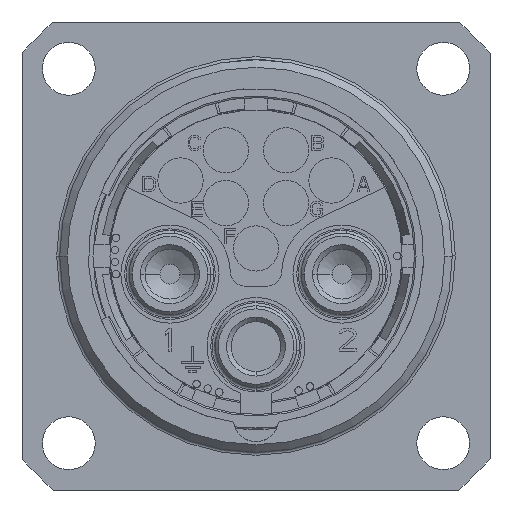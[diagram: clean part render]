
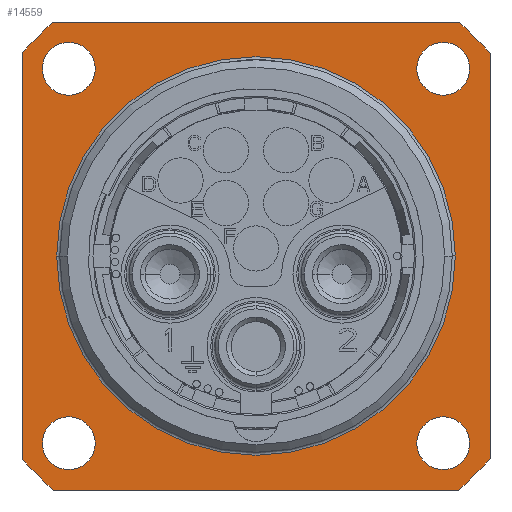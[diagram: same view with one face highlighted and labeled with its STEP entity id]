
A CAD part, left-side view. The second image highlights one B-rep face of the part: STEP entity #14559.
In plain terms, the highlighted planar face has unit normal (-1, 0, 0).
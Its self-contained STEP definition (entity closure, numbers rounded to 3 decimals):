
#85=CARTESIAN_POINT('',(10.8,0.,0.));
#86=DIRECTION('',(1.,0.,0.));
#87=DIRECTION('',(0.,1.,0.));
#88=AXIS2_PLACEMENT_3D('',#85,#86,#87);
#100=CARTESIAN_POINT('',(10.8,0.,0.));
#101=DIRECTION('',(1.,0.,0.));
#102=DIRECTION('',(0.,-1.,0.));
#103=AXIS2_PLACEMENT_3D('',#100,#101,#102);
#113=CARTESIAN_POINT('',(10.8,0.,0.));
#114=DIRECTION('',(-1.,0.,0.));
#115=DIRECTION('',(0.,0.756,-0.654));
#116=AXIS2_PLACEMENT_3D('',#113,#114,#115);
#118=DIRECTION('',(0.,0.,-1.));
#119=VECTOR('',#118,26.833);
#120=CARTESIAN_POINT('',(10.8,15.5,13.416));
#121=LINE('2012',#120,#119);
#122=CARTESIAN_POINT('',(10.8,0.,0.));
#123=DIRECTION('',(-1.,0.,0.));
#124=DIRECTION('',(0.,0.654,0.756));
#125=AXIS2_PLACEMENT_3D('',#122,#123,#124);
#127=DIRECTION('',(0.,1.,0.));
#128=VECTOR('',#127,26.833);
#129=CARTESIAN_POINT('',(10.8,-13.416,15.5));
#130=LINE('2011',#129,#128);
#131=CARTESIAN_POINT('',(10.8,0.,0.));
#132=DIRECTION('',(-1.,0.,0.));
#133=DIRECTION('',(0.,-0.756,0.654));
#134=AXIS2_PLACEMENT_3D('',#131,#132,#133);
#136=DIRECTION('',(0.,0.,1.));
#137=VECTOR('',#136,26.833);
#138=CARTESIAN_POINT('',(10.8,-15.5,-13.416));
#139=LINE('2010',#138,#137);
#140=CARTESIAN_POINT('',(10.8,0.,0.));
#141=DIRECTION('',(-1.,0.,0.));
#142=DIRECTION('',(0.,-0.654,-0.756));
#143=AXIS2_PLACEMENT_3D('',#140,#141,#142);
#145=DIRECTION('',(0.,-1.,0.));
#146=VECTOR('',#145,26.833);
#147=CARTESIAN_POINT('',(10.8,13.416,-15.5));
#148=LINE('2009',#147,#146);
#149=CARTESIAN_POINT('',(10.8,12.4,12.4));
#150=DIRECTION('',(1.,0.,0.));
#151=DIRECTION('',(0.,1.,0.));
#152=AXIS2_PLACEMENT_3D('',#149,#150,#151);
#154=CARTESIAN_POINT('',(10.8,12.4,12.4));
#155=DIRECTION('',(1.,0.,0.));
#156=DIRECTION('',(0.,-1.,0.));
#157=AXIS2_PLACEMENT_3D('',#154,#155,#156);
#159=CARTESIAN_POINT('',(10.8,-12.4,12.4));
#160=DIRECTION('',(1.,0.,0.));
#161=DIRECTION('',(0.,1.,0.));
#162=AXIS2_PLACEMENT_3D('',#159,#160,#161);
#164=CARTESIAN_POINT('',(10.8,-12.4,12.4));
#165=DIRECTION('',(1.,0.,0.));
#166=DIRECTION('',(0.,-1.,0.));
#167=AXIS2_PLACEMENT_3D('',#164,#165,#166);
#169=CARTESIAN_POINT('',(10.8,-12.4,-12.4));
#170=DIRECTION('',(1.,0.,0.));
#171=DIRECTION('',(0.,1.,0.));
#172=AXIS2_PLACEMENT_3D('',#169,#170,#171);
#174=CARTESIAN_POINT('',(10.8,-12.4,-12.4));
#175=DIRECTION('',(1.,0.,0.));
#176=DIRECTION('',(0.,-1.,0.));
#177=AXIS2_PLACEMENT_3D('',#174,#175,#176);
#179=CARTESIAN_POINT('',(10.8,12.4,-12.4));
#180=DIRECTION('',(1.,0.,0.));
#181=DIRECTION('',(0.,1.,0.));
#182=AXIS2_PLACEMENT_3D('',#179,#180,#181);
#184=CARTESIAN_POINT('',(10.8,12.4,-12.4));
#185=DIRECTION('',(1.,0.,0.));
#186=DIRECTION('',(0.,-1.,0.));
#187=AXIS2_PLACEMENT_3D('',#184,#185,#186);
#11138=CARTESIAN_POINT('',(10.8,13.416,-15.5));
#11139=CARTESIAN_POINT('',(10.8,-13.416,-15.5));
#11140=VERTEX_POINT('',#11138);
#11141=VERTEX_POINT('',#11139);
#11142=CARTESIAN_POINT('',(10.8,-15.5,-13.416));
#11143=CARTESIAN_POINT('',(10.8,-15.5,13.416));
#11144=VERTEX_POINT('',#11142);
#11145=VERTEX_POINT('',#11143);
#11146=CARTESIAN_POINT('',(10.8,-13.416,15.5));
#11147=CARTESIAN_POINT('',(10.8,13.416,15.5));
#11148=VERTEX_POINT('',#11146);
#11149=VERTEX_POINT('',#11147);
#11150=CARTESIAN_POINT('',(10.8,15.5,13.416));
#11151=CARTESIAN_POINT('',(10.8,15.5,-13.416));
#11152=VERTEX_POINT('',#11150);
#11153=VERTEX_POINT('',#11151);
#11170=CARTESIAN_POINT('',(10.8,14.15,12.4));
#11171=CARTESIAN_POINT('',(10.8,10.65,12.4));
#11172=VERTEX_POINT('',#11170);
#11173=VERTEX_POINT('',#11171);
#11174=CARTESIAN_POINT('',(10.8,-10.65,12.4));
#11175=CARTESIAN_POINT('',(10.8,-14.15,12.4));
#11176=VERTEX_POINT('',#11174);
#11177=VERTEX_POINT('',#11175);
#11178=CARTESIAN_POINT('',(10.8,-10.65,-12.4));
#11179=CARTESIAN_POINT('',(10.8,-14.15,-12.4));
#11180=VERTEX_POINT('',#11178);
#11181=VERTEX_POINT('',#11179);
#11182=CARTESIAN_POINT('',(10.8,14.15,-12.4));
#11183=CARTESIAN_POINT('',(10.8,10.65,-12.4));
#11184=VERTEX_POINT('',#11182);
#11185=VERTEX_POINT('',#11183);
#11238=CARTESIAN_POINT('',(10.8,-13.2,0.));
#11239=CARTESIAN_POINT('',(10.8,13.2,0.));
#11240=VERTEX_POINT('',#11238);
#11241=VERTEX_POINT('',#11239);
#14508=CARTESIAN_POINT('',(10.8,0.,0.));
#14509=DIRECTION('',(-1.,0.,0.));
#14510=DIRECTION('',(0.,0.,1.));
#14511=AXIS2_PLACEMENT_3D('',#14508,#14509,#14510);
#14512=PLANE('280',#14511);
#14514=ORIENTED_EDGE('2145',*,*,#14513,.F.);
#14516=ORIENTED_EDGE('2012',*,*,#14515,.F.);
#14518=ORIENTED_EDGE('2148',*,*,#14517,.F.);
#14520=ORIENTED_EDGE('2011',*,*,#14519,.F.);
#14522=ORIENTED_EDGE('2147',*,*,#14521,.F.);
#14524=ORIENTED_EDGE('2010',*,*,#14523,.F.);
#14526=ORIENTED_EDGE('2146',*,*,#14525,.F.);
#14528=ORIENTED_EDGE('2009',*,*,#14527,.F.);
#14529=EDGE_LOOP('280',(#14514,#14516,#14518,#14520,#14522,#14524,#14526,
#14528));
#14530=FACE_OUTER_BOUND('280',#14529,.F.);
#14532=ORIENTED_EDGE('2021',*,*,#14531,.F.);
#14534=ORIENTED_EDGE('2022',*,*,#14533,.F.);
#14535=EDGE_LOOP('280',(#14532,#14534));
#14536=FACE_BOUND('280',#14535,.F.);
#14538=ORIENTED_EDGE('2023',*,*,#14537,.F.);
#14540=ORIENTED_EDGE('2024',*,*,#14539,.F.);
#14541=EDGE_LOOP('280',(#14538,#14540));
#14542=FACE_BOUND('280',#14541,.F.);
#14544=ORIENTED_EDGE('2025',*,*,#14543,.F.);
#14546=ORIENTED_EDGE('2026',*,*,#14545,.F.);
#14547=EDGE_LOOP('280',(#14544,#14546));
#14548=FACE_BOUND('280',#14547,.F.);
#14550=ORIENTED_EDGE('2027',*,*,#14549,.F.);
#14552=ORIENTED_EDGE('2028',*,*,#14551,.F.);
#14553=EDGE_LOOP('280',(#14550,#14552));
#14554=FACE_BOUND('280',#14553,.F.);
#14555=ORIENTED_EDGE('2072',*,*,#14476,.F.);
#14556=ORIENTED_EDGE('2074',*,*,#14454,.F.);
#14557=EDGE_LOOP('280',(#14555,#14556));
#14558=FACE_BOUND('280',#14557,.F.);
#89=CIRCLE('2074',#88,13.2);
#104=CIRCLE('2072',#103,13.2);
#117=CIRCLE('2145',#116,20.5);
#126=CIRCLE('2148',#125,20.5);
#135=CIRCLE('2147',#134,20.5);
#144=CIRCLE('2146',#143,20.5);
#153=CIRCLE('2021',#152,1.75);
#158=CIRCLE('2022',#157,1.75);
#163=CIRCLE('2023',#162,1.75);
#168=CIRCLE('2024',#167,1.75);
#173=CIRCLE('2025',#172,1.75);
#178=CIRCLE('2026',#177,1.75);
#183=CIRCLE('2027',#182,1.75);
#188=CIRCLE('2028',#187,1.75);
#14454=EDGE_CURVE('2074',#11241,#11240,#89,.T.);
#14476=EDGE_CURVE('2072',#11240,#11241,#104,.T.);
#14513=EDGE_CURVE('2145',#11153,#11140,#117,.T.);
#14515=EDGE_CURVE('2012',#11152,#11153,#121,.T.);
#14517=EDGE_CURVE('2148',#11149,#11152,#126,.T.);
#14519=EDGE_CURVE('2011',#11148,#11149,#130,.T.);
#14521=EDGE_CURVE('2147',#11145,#11148,#135,.T.);
#14523=EDGE_CURVE('2010',#11144,#11145,#139,.T.);
#14525=EDGE_CURVE('2146',#11141,#11144,#144,.T.);
#14527=EDGE_CURVE('2009',#11140,#11141,#148,.T.);
#14531=EDGE_CURVE('2021',#11172,#11173,#153,.T.);
#14533=EDGE_CURVE('2022',#11173,#11172,#158,.T.);
#14537=EDGE_CURVE('2023',#11176,#11177,#163,.T.);
#14539=EDGE_CURVE('2024',#11177,#11176,#168,.T.);
#14543=EDGE_CURVE('2025',#11180,#11181,#173,.T.);
#14545=EDGE_CURVE('2026',#11181,#11180,#178,.T.);
#14549=EDGE_CURVE('2027',#11184,#11185,#183,.T.);
#14551=EDGE_CURVE('2028',#11185,#11184,#188,.T.);
#14559=ADVANCED_FACE('280',(#14530,#14536,#14542,#14548,#14554,#14558),#14512,
.T.);
